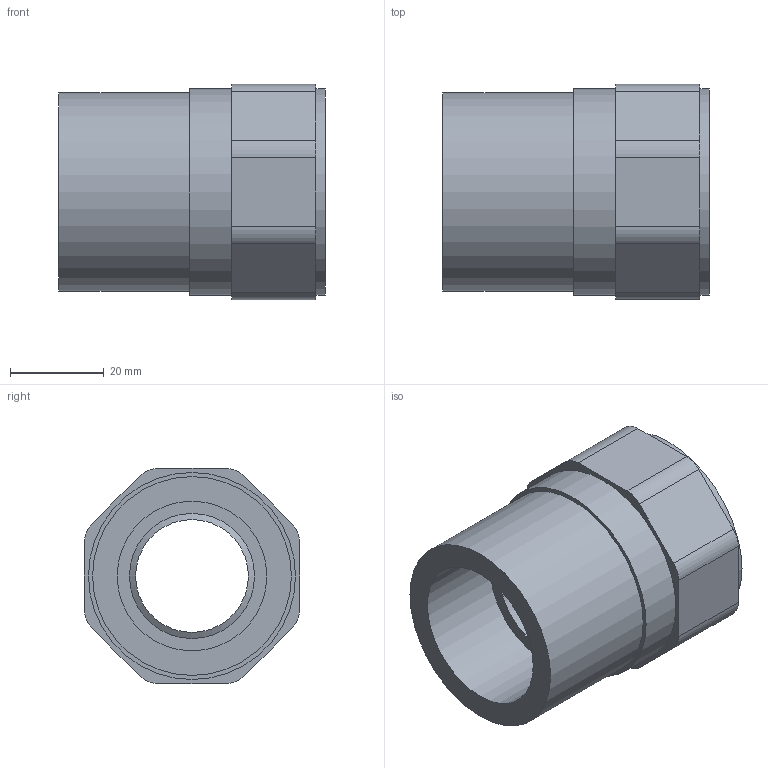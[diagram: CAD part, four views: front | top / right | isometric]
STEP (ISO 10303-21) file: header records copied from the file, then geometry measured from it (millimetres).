
FILE_DESCRIPTION( ( 'STEP AP203' ), '1' );
FILE_NAME( '30034323207(architecture400).stp', '2022-04-11T06:34:26', ( 'License CC BY-ND 4.0' ), ( 'CADENAS' ), ' ', 'PARTsolutions', ' ' );
FILE_SCHEMA( ( 'CONFIG_CONTROL_DESIGN' ) );
Length unit declared in the file: millimetre
Products named in the file (1): _30034323207(architecture400)
Bounding box: 57 x 46 x 46 mm (x, y, z)
Volume: 52903.9 mm3; surface area: 15609.8 mm2
Topology: 1 solids, 1 shells, 32 faces, 72 edges, 47 vertices
Faces by surface type: plane 15, cylinder 15, cone 2
Full cylindrical faces by diameter (mm): 24.117 x1, 26.75 x1, 32 x2, 42.5 x1, 44.25 x2
Entity records: 906 total; most frequent: DIRECTION 160, CARTESIAN_POINT 143, ORIENTED_EDGE 126, AXIS2_PLACEMENT_3D 64, EDGE_CURVE 63, EDGE_LOOP 48, VERTEX_POINT 47, FACE_OUTER_BOUND 39
